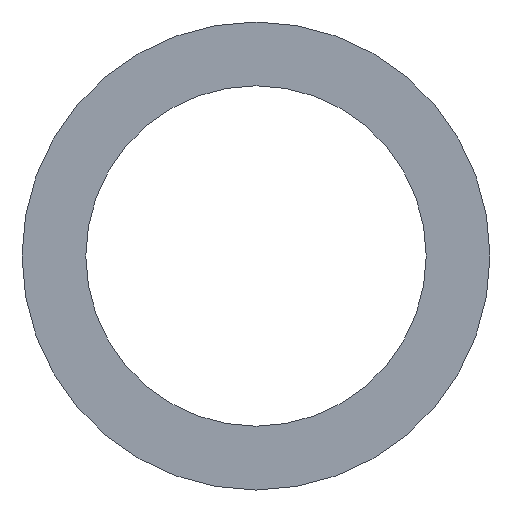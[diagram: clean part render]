
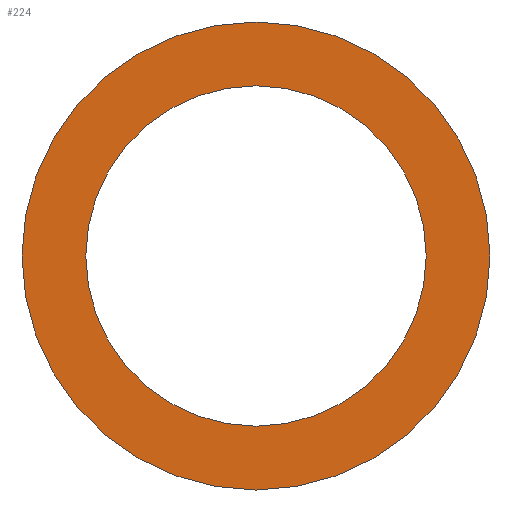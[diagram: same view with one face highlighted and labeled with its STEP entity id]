
A CAD part, left-side view. The second image highlights one B-rep face of the part: STEP entity #224.
In plain terms, the highlighted planar face has unit normal (-1, 0, 0).
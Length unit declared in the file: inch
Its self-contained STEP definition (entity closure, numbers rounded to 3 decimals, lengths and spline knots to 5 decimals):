
#3 = AXIS2_PLACEMENT_3D ( 'NONE', #33, #75, #154 ) ;
#9 = DIRECTION ( 'NONE',  ( -1., 0., 0. ) ) ;
#10 = EDGE_CURVE ( 'NONE', #52, #107, #86, .T. ) ;
#12 = VERTEX_POINT ( 'NONE', #244 ) ;
#13 = FACE_BOUND ( 'NONE', #21, .T. ) ;
#15 = CARTESIAN_POINT ( 'NONE',  ( 5.58441, 6.06861, 0. ) ) ;
#18 = AXIS2_PLACEMENT_3D ( 'NONE', #15, #96, #250 ) ;
#21 = EDGE_LOOP ( 'NONE', ( #232, #168 ) ) ;
#31 = DIRECTION ( 'NONE',  ( 0., 0., 1. ) ) ;
#33 = CARTESIAN_POINT ( 'NONE',  ( 5.58441, 6.05761, 0. ) ) ;
#38 = FACE_OUTER_BOUND ( 'NONE', #43, .T. ) ;
#43 = EDGE_LOOP ( 'NONE', ( #92, #54 ) ) ;
#47 = CARTESIAN_POINT ( 'NONE',  ( 5.58441, 6.05761, 0. ) ) ;
#51 = CARTESIAN_POINT ( 'NONE',  ( 5.58441, 6.05761, 0. ) ) ;
#52 = VERTEX_POINT ( 'NONE', #247 ) ;
#54 = ORIENTED_EDGE ( 'NONE', *, *, #159, .T. ) ;
#55 = AXIS2_PLACEMENT_3D ( 'NONE', #51, #209, #31 ) ;
#71 = EDGE_CURVE ( 'NONE', #171, #12, #157, .T. ) ;
#75 = DIRECTION ( 'NONE',  ( -1., 0., 0. ) ) ;
#86 = CIRCLE ( 'NONE', #3, 0.008 ) ;
#92 = ORIENTED_EDGE ( 'NONE', *, *, #71, .T. ) ;
#96 = DIRECTION ( 'NONE',  ( 1., 0., 0. ) ) ;
#107 = VERTEX_POINT ( 'NONE', #111 ) ;
#111 = CARTESIAN_POINT ( 'NONE',  ( 5.58441, 6.05761, 0.008 ) ) ;
#113 = CARTESIAN_POINT ( 'NONE',  ( 5.58441, 6.05761, 0.011 ) ) ;
#120 = DIRECTION ( 'NONE',  ( 0., 0., 1. ) ) ;
#130 = DIRECTION ( 'NONE',  ( 0., 0., 1. ) ) ;
#140 = CIRCLE ( 'NONE', #198, 0.008 ) ;
#143 = PLANE ( 'NONE',  #18 ) ;
#154 = DIRECTION ( 'NONE',  ( 0., 0., 1. ) ) ;
#157 = CIRCLE ( 'NONE', #249, 0.011 ) ;
#159 = EDGE_CURVE ( 'NONE', #12, #171, #241, .T. ) ;
#168 = ORIENTED_EDGE ( 'NONE', *, *, #10, .F. ) ;
#171 = VERTEX_POINT ( 'NONE', #113 ) ;
#173 = CARTESIAN_POINT ( 'NONE',  ( 5.58441, 6.05761, 0. ) ) ;
#198 = AXIS2_PLACEMENT_3D ( 'NONE', #173, #218, #120 ) ;
#204 = EDGE_CURVE ( 'NONE', #107, #52, #140, .T. ) ;
#209 = DIRECTION ( 'NONE',  ( -1., 0., 0. ) ) ;
#218 = DIRECTION ( 'NONE',  ( -1., 0., 0. ) ) ;
#224 = ADVANCED_FACE ( 'NONE', ( #13, #38 ), #143, .F. ) ;
#232 = ORIENTED_EDGE ( 'NONE', *, *, #204, .F. ) ;
#241 = CIRCLE ( 'NONE', #55, 0.011 ) ;
#244 = CARTESIAN_POINT ( 'NONE',  ( 5.58441, 6.05761, -0.011 ) ) ;
#247 = CARTESIAN_POINT ( 'NONE',  ( 5.58441, 6.05761, -0.008 ) ) ;
#249 = AXIS2_PLACEMENT_3D ( 'NONE', #47, #9, #130 ) ;
#250 = DIRECTION ( 'NONE',  ( 0., 0., -1. ) ) ;
